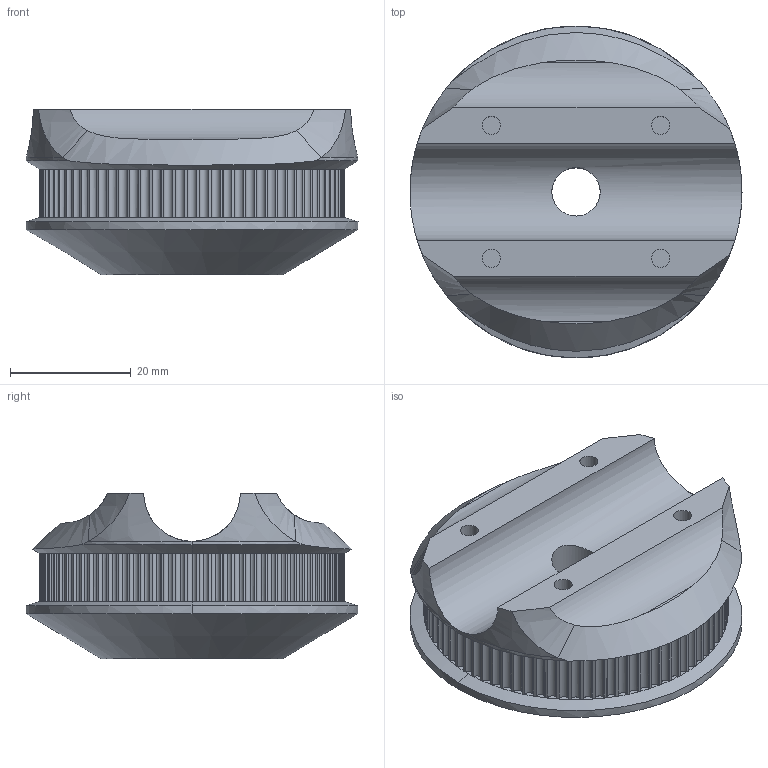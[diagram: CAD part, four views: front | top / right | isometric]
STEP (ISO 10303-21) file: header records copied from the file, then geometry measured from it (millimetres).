
FILE_DESCRIPTION(/* description */ (''),/* implementation_level */ '2;1');
FILE_NAME(/* name */ '1.stp',/* time_stamp */ '2020-04-15T18:47:21+04:00',/* author */ (''),/* organization */ (''),/* preprocessor_version */ 'ST-DEVELOPER v16',/* originating_system */ 'SIEMENS PLM Software NX 11.0',/* authorisation */ '');
FILE_SCHEMA (('AUTOMOTIVE_DESIGN { 1 0 10303 214 3 1 1 1 }'));
Length unit declared in the file: millimetre
Products named in the file (1): Poulie GT2 80 dents_igs_2
Bounding box: 55 x 55 x 27.5 mm (x, y, z)
Volume: 42708.3 mm3; surface area: 10161.5 mm2
Topology: 1 solids, 1 shells, 595 faces, 1408 edges, 827 vertices
Faces by surface type: cylinder 217, plane 201, cone 167, bspline 6, extrusion 4
Full cylindrical faces by diameter (mm): 3 x8, 8 x1
Entity records: 21965 total; most frequent: CARTESIAN_POINT 5920, ORIENTED_EDGE 2796, DIRECTION 2155, EDGE_CURVE 1398, AXIS2_PLACEMENT_3D 932, VERTEX_POINT 827, B_SPLINE_CURVE_WITH_KNOTS 769, EDGE_LOOP 619
